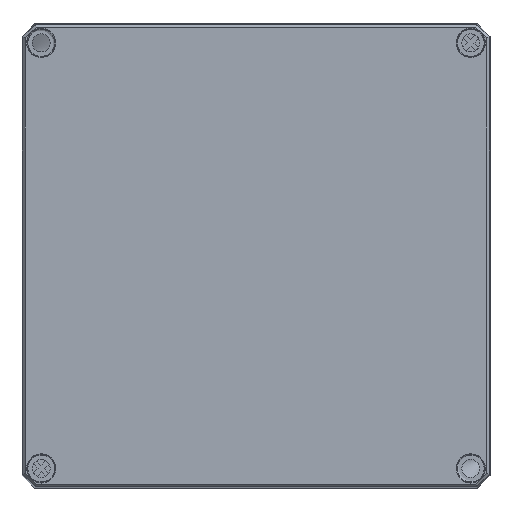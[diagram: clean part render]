
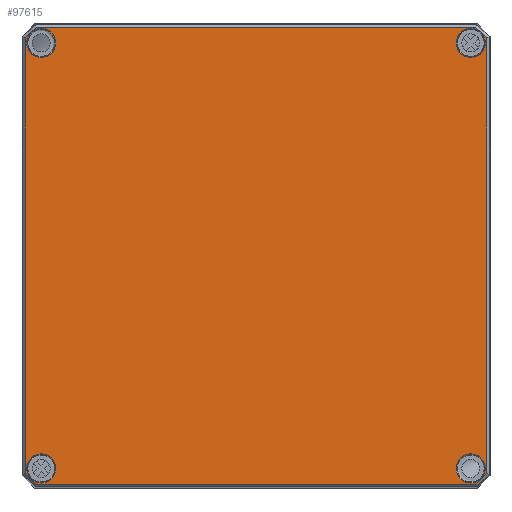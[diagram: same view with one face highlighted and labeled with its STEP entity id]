
A CAD part, top view. The second image highlights one B-rep face of the part: STEP entity #97615.
In plain terms, the highlighted planar face has unit normal (0, 0, 1).
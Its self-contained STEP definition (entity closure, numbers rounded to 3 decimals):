
#2264=CIRCLE('',#102025,5.672);
#2268=CIRCLE('',#102031,5.672);
#2269=CIRCLE('',#102032,5.672);
#2270=CIRCLE('',#102033,5.672);
#2271=CIRCLE('',#102034,5.672);
#2272=CIRCLE('',#102035,5.672);
#3397=FACE_BOUND('',#16277,.T.);
#3398=FACE_BOUND('',#16278,.T.);
#3399=FACE_BOUND('',#16279,.T.);
#3400=FACE_BOUND('',#16280,.T.);
#5295=PLANE('',#102030);
#10327=FACE_OUTER_BOUND('',#16276,.T.);
#16276=EDGE_LOOP('',(#87258,#87259,#87260,#87261,#87262,#87263,#87264,#87265));
#16277=EDGE_LOOP('',(#87266,#87267));
#16278=EDGE_LOOP('',(#87268,#87269));
#16279=EDGE_LOOP('',(#87270));
#16280=EDGE_LOOP('',(#87271));
#24006=LINE('',#173811,#31695);
#24007=LINE('',#173813,#31696);
#24008=LINE('',#173815,#31697);
#24009=LINE('',#173817,#31698);
#24010=LINE('',#173819,#31699);
#24011=LINE('',#173821,#31700);
#24012=LINE('',#173823,#31701);
#24013=LINE('',#173824,#31702);
#31695=VECTOR('',#117643,10.);
#31696=VECTOR('',#117644,10.);
#31697=VECTOR('',#117645,10.);
#31698=VECTOR('',#117646,10.);
#31699=VECTOR('',#117647,10.);
#31700=VECTOR('',#117648,10.);
#31701=VECTOR('',#117649,10.);
#31702=VECTOR('',#117650,10.);
#45902=VERTEX_POINT('',#173799);
#45905=VERTEX_POINT('',#173809);
#45906=VERTEX_POINT('',#173810);
#45907=VERTEX_POINT('',#173812);
#45908=VERTEX_POINT('',#173814);
#45909=VERTEX_POINT('',#173816);
#45910=VERTEX_POINT('',#173818);
#45911=VERTEX_POINT('',#173820);
#45912=VERTEX_POINT('',#173822);
#45913=VERTEX_POINT('',#173825);
#45914=VERTEX_POINT('',#173826);
#45915=VERTEX_POINT('',#173829);
#45916=VERTEX_POINT('',#173830);
#45917=VERTEX_POINT('',#173833);
#59776=EDGE_CURVE('',#45902,#45902,#2264,.T.);
#59781=EDGE_CURVE('',#45905,#45906,#24006,.T.);
#59782=EDGE_CURVE('',#45907,#45905,#24007,.T.);
#59783=EDGE_CURVE('',#45908,#45907,#24008,.T.);
#59784=EDGE_CURVE('',#45909,#45908,#24009,.T.);
#59785=EDGE_CURVE('',#45910,#45909,#24010,.T.);
#59786=EDGE_CURVE('',#45911,#45910,#24011,.T.);
#59787=EDGE_CURVE('',#45912,#45911,#24012,.T.);
#59788=EDGE_CURVE('',#45906,#45912,#24013,.T.);
#59789=EDGE_CURVE('',#45913,#45914,#2268,.T.);
#59790=EDGE_CURVE('',#45914,#45913,#2269,.T.);
#59791=EDGE_CURVE('',#45915,#45916,#2270,.T.);
#59792=EDGE_CURVE('',#45916,#45915,#2271,.T.);
#59793=EDGE_CURVE('',#45917,#45917,#2272,.T.);
#87258=ORIENTED_EDGE('',*,*,#59781,.F.);
#87259=ORIENTED_EDGE('',*,*,#59782,.F.);
#87260=ORIENTED_EDGE('',*,*,#59783,.F.);
#87261=ORIENTED_EDGE('',*,*,#59784,.F.);
#87262=ORIENTED_EDGE('',*,*,#59785,.F.);
#87263=ORIENTED_EDGE('',*,*,#59786,.F.);
#87264=ORIENTED_EDGE('',*,*,#59787,.F.);
#87265=ORIENTED_EDGE('',*,*,#59788,.F.);
#87266=ORIENTED_EDGE('',*,*,#59789,.F.);
#87267=ORIENTED_EDGE('',*,*,#59790,.F.);
#87268=ORIENTED_EDGE('',*,*,#59791,.F.);
#87269=ORIENTED_EDGE('',*,*,#59792,.F.);
#87270=ORIENTED_EDGE('',*,*,#59793,.F.);
#87271=ORIENTED_EDGE('',*,*,#59776,.F.);
#97615=ADVANCED_FACE('',(#10327,#3397,#3398,#3399,#3400),#5295,.T.);
#102025=AXIS2_PLACEMENT_3D('',#173800,#117630,#117631);
#102030=AXIS2_PLACEMENT_3D('',#173808,#117641,#117642);
#102031=AXIS2_PLACEMENT_3D('',#173827,#117651,#117652);
#102032=AXIS2_PLACEMENT_3D('',#173828,#117653,#117654);
#102033=AXIS2_PLACEMENT_3D('',#173831,#117655,#117656);
#102034=AXIS2_PLACEMENT_3D('',#173832,#117657,#117658);
#102035=AXIS2_PLACEMENT_3D('',#173834,#117659,#117660);
#117630=DIRECTION('center_axis',(0.,0.,1.));
#117631=DIRECTION('ref_axis',(-1.,0.,0.));
#117641=DIRECTION('center_axis',(0.,0.,1.));
#117642=DIRECTION('ref_axis',(1.,0.,0.));
#117643=DIRECTION('',(0.707,-0.707,0.));
#117644=DIRECTION('',(1.,0.,0.));
#117645=DIRECTION('',(0.707,0.707,0.));
#117646=DIRECTION('',(0.,1.,0.));
#117647=DIRECTION('',(-0.707,0.707,0.));
#117648=DIRECTION('',(-1.,0.,0.));
#117649=DIRECTION('',(-0.707,-0.707,0.));
#117650=DIRECTION('',(0.,-1.,0.));
#117651=DIRECTION('center_axis',(0.,0.,1.));
#117652=DIRECTION('ref_axis',(1.,0.,0.));
#117653=DIRECTION('center_axis',(0.,0.,1.));
#117654=DIRECTION('ref_axis',(1.,0.,0.));
#117655=DIRECTION('center_axis',(0.,0.,1.));
#117656=DIRECTION('ref_axis',(1.,0.,0.));
#117657=DIRECTION('center_axis',(0.,0.,1.));
#117658=DIRECTION('ref_axis',(1.,0.,0.));
#117659=DIRECTION('center_axis',(0.,0.,1.));
#117660=DIRECTION('ref_axis',(-1.,0.,0.));
#173799=CARTESIAN_POINT('',(-77.828,82.75,39.));
#173800=CARTESIAN_POINT('Origin',(-83.5,82.75,39.));
#173808=CARTESIAN_POINT('Origin',(0.,0.,
39.));
#173809=CARTESIAN_POINT('',(85.445,88.91,39.));
#173810=CARTESIAN_POINT('',(89.66,84.695,39.));
#173811=CARTESIAN_POINT('',(86.115,88.24,39.));
#173812=CARTESIAN_POINT('',(-85.445,88.91,39.));
#173813=CARTESIAN_POINT('',(-43.,88.91,39.));
#173814=CARTESIAN_POINT('',(-89.66,84.695,39.));
#173815=CARTESIAN_POINT('',(-88.615,85.74,39.));
#173816=CARTESIAN_POINT('',(-89.66,-84.695,39.));
#173817=CARTESIAN_POINT('',(-89.66,-42.625,39.));
#173818=CARTESIAN_POINT('',(-85.445,-88.91,39.));
#173819=CARTESIAN_POINT('',(-86.115,-88.24,39.));
#173820=CARTESIAN_POINT('',(85.445,-88.91,39.));
#173821=CARTESIAN_POINT('',(43.,-88.91,39.));
#173822=CARTESIAN_POINT('',(89.66,-84.695,39.));
#173823=CARTESIAN_POINT('',(88.615,-85.74,39.));
#173824=CARTESIAN_POINT('',(89.66,42.625,39.));
#173825=CARTESIAN_POINT('',(77.828,82.75,39.));
#173826=CARTESIAN_POINT('',(89.172,82.75,39.));
#173827=CARTESIAN_POINT('Origin',(83.5,82.75,39.));
#173828=CARTESIAN_POINT('Origin',(83.5,82.75,39.));
#173829=CARTESIAN_POINT('',(77.828,-82.75,39.));
#173830=CARTESIAN_POINT('',(89.172,-82.75,39.));
#173831=CARTESIAN_POINT('Origin',(83.5,-82.75,39.));
#173832=CARTESIAN_POINT('Origin',(83.5,-82.75,39.));
#173833=CARTESIAN_POINT('',(-77.828,-82.75,39.));
#173834=CARTESIAN_POINT('Origin',(-83.5,-82.75,39.));
